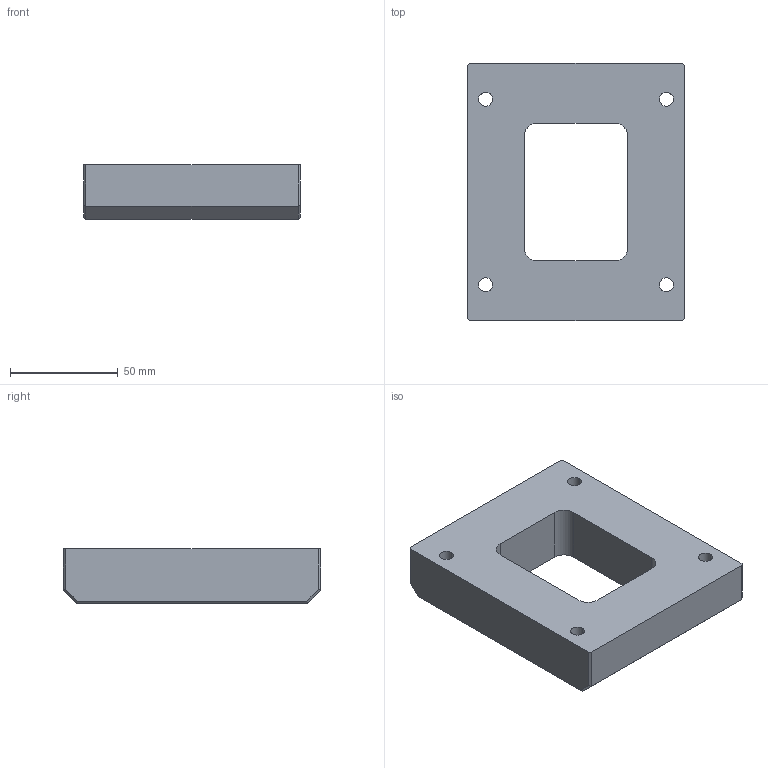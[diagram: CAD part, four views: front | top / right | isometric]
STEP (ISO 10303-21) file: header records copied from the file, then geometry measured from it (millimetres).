
FILE_DESCRIPTION (( 'STEP AP203' ), '1' );
FILE_NAME ('X Beam Riser.STEP', '2025-10-30T21:00:26', ( '' ), ( '' ), 'SwSTEP 2.0', 'SolidWorks 2024', '' );
FILE_SCHEMA (( 'CONFIG_CONTROL_DESIGN' ));
Length unit declared in the file: millimetre
Products named in the file (1): X Beam Riser
Bounding box: 100.6 x 119.38 x 25.4 mm (x, y, z)
Volume: 220307.4 mm3; surface area: 35347.3 mm2
Topology: 1 solids, 1 shells, 34 faces, 88 edges, 56 vertices
Faces by surface type: plane 22, cylinder 12
Entity records: 1129 total; most frequent: DIRECTION 182, CARTESIAN_POINT 179, ORIENTED_EDGE 176, EDGE_CURVE 88, LINE 64, VECTOR 64, AXIS2_PLACEMENT_3D 59, VERTEX_POINT 56
